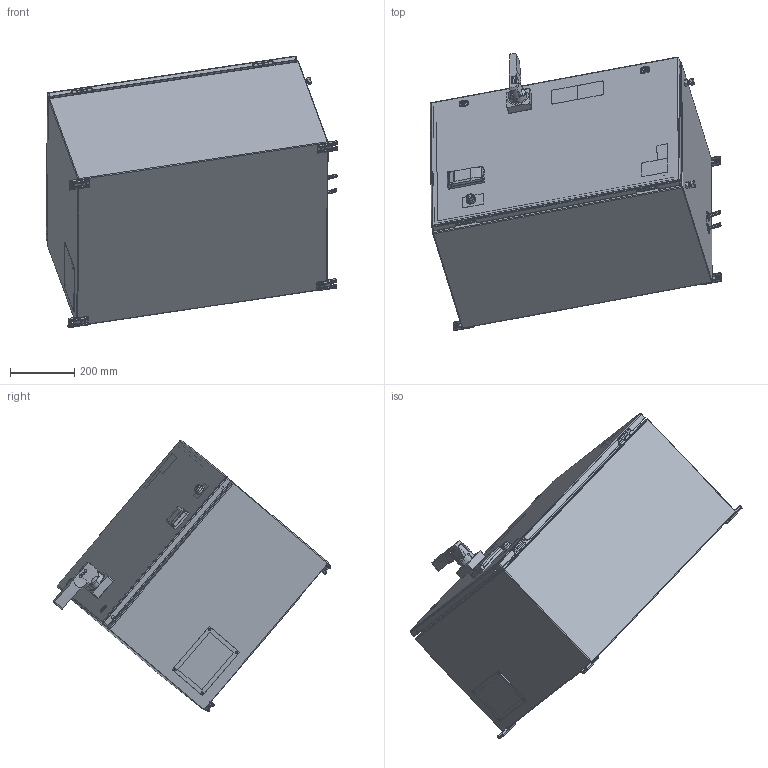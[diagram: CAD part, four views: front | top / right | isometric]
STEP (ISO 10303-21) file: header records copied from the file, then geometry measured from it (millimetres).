
FILE_DESCRIPTION (( 'STEP AP214' ), '1' );
FILE_NAME ('iPAK2v2 1K BCM.STEP', '2025-10-03T19:28:30', ( '' ), ( '' ), 'SwSTEP 2.0', 'SolidWorks 2025', '' );
FILE_SCHEMA (( 'AUTOMOTIVE_DESIGN' ));
Length unit declared in the file: millimetre
Products named in the file (1): iPAK2v2 1K BCM
Bounding box: 907.26 x 864.55 x 845.16 mm (x, y, z)
Surface area: 2911394.4 mm2 (no closed solid volume)
Topology: 0 solids, 142 shells, 686 faces, 3431 edges, 2788 vertices
Faces by surface type: plane 244, cylinder 207, bspline 95, cone 88, torus 44, sphere 8
Entity records: 55578 total; most frequent: CARTESIAN_POINT 22131, DIRECTION 5262, ORIENTED_EDGE 4533, EDGE_CURVE 3400, VERTEX_POINT 2788, AXIS2_PLACEMENT_3D 1808, LINE 1646, VECTOR 1646
